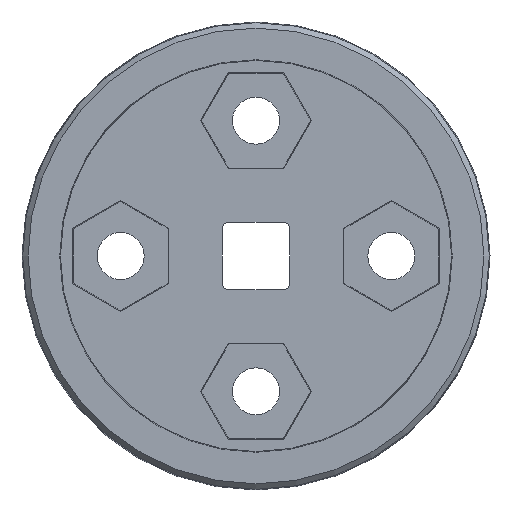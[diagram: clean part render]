
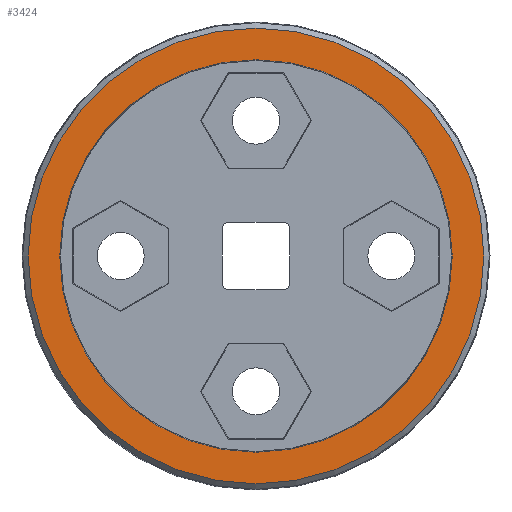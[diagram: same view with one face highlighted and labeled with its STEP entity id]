
A CAD part, front view. The second image highlights one B-rep face of the part: STEP entity #3424.
In plain terms, the highlighted planar face has unit normal (0, -1, 0).
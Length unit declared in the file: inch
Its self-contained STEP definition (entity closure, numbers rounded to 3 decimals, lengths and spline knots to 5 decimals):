
#31=FACE_BOUND('',#1116,.T.);
#51=PLANE('',#3739);
#917=FACE_OUTER_BOUND('',#1115,.T.);
#1115=EDGE_LOOP('',(#2477,#2478));
#1116=EDGE_LOOP('',(#2479,#2480));
#1388=CIRCLE('',#3724,0.842);
#1389=CIRCLE('',#3725,0.842);
#1392=CIRCLE('',#3731,0.725);
#1395=CIRCLE('',#3734,0.725);
#1569=VERTEX_POINT('',#5273);
#1570=VERTEX_POINT('',#5275);
#1575=VERTEX_POINT('',#5291);
#1576=VERTEX_POINT('',#5292);
#1915=EDGE_CURVE('',#1569,#1570,#1388,.T.);
#1916=EDGE_CURVE('',#1570,#1569,#1389,.T.);
#1923=EDGE_CURVE('',#1575,#1576,#1392,.T.);
#1927=EDGE_CURVE('',#1576,#1575,#1395,.T.);
#2477=ORIENTED_EDGE('',*,*,#1916,.F.);
#2478=ORIENTED_EDGE('',*,*,#1915,.F.);
#2479=ORIENTED_EDGE('',*,*,#1923,.F.);
#2480=ORIENTED_EDGE('',*,*,#1927,.F.);
#3424=ADVANCED_FACE('',(#917,#31),#51,.T.);
#3724=AXIS2_PLACEMENT_3D('',#5276,#4224,#4225);
#3725=AXIS2_PLACEMENT_3D('',#5277,#4226,#4227);
#3731=AXIS2_PLACEMENT_3D('',#5293,#4242,#4243);
#3734=AXIS2_PLACEMENT_3D('',#5299,#4249,#4250);
#3739=AXIS2_PLACEMENT_3D('',#5312,#4263,#4264);
#4224=DIRECTION('center_axis',(0.,1.,0.));
#4225=DIRECTION('ref_axis',(0.,0.,1.));
#4226=DIRECTION('center_axis',(0.,1.,0.));
#4227=DIRECTION('ref_axis',(0.,0.,1.));
#4242=DIRECTION('center_axis',(0.,-1.,0.));
#4243=DIRECTION('ref_axis',(0.,0.,1.));
#4249=DIRECTION('center_axis',(0.,-1.,0.));
#4250=DIRECTION('ref_axis',(0.,0.,1.));
#4263=DIRECTION('center_axis',(0.,-1.,0.));
#4264=DIRECTION('ref_axis',(0.,0.,-1.));
#5273=CARTESIAN_POINT('',(0.,-0.23,-0.842));
#5275=CARTESIAN_POINT('',(0.,-0.23,0.842));
#5276=CARTESIAN_POINT('Origin',(0.,-0.23,
0.));
#5277=CARTESIAN_POINT('Origin',(0.,-0.23,
0.));
#5291=CARTESIAN_POINT('',(0.,-0.23,0.725));
#5292=CARTESIAN_POINT('',(0.,-0.23,-0.725));
#5293=CARTESIAN_POINT('Origin',(0.,-0.23,0.));
#5299=CARTESIAN_POINT('Origin',(0.,-0.23,0.));
#5312=CARTESIAN_POINT('Origin',(-0.865,-0.23,0.));
